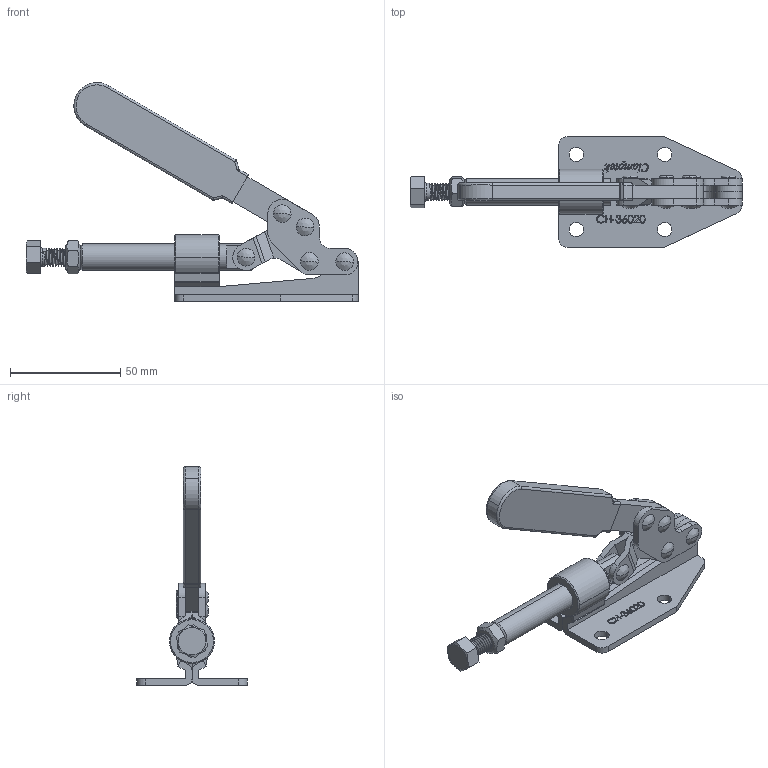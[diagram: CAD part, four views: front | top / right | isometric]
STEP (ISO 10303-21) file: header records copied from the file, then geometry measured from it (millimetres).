
FILE_DESCRIPTION (( 'STEP AP203' ), '1' );
FILE_NAME ('CH-36020.STEP', '2017-11-24T02:24:17', ( 'Windows' ), ( 'Microsoft' ), 'SwSTEP 2.0', 'SolidWorks 2015', '' );
FILE_SCHEMA (( 'CONFIG_CONTROL_DESIGN' ));
Length unit declared in the file: millimetre
Products named in the file (10): CH-36020-03 HANDLE; CH-36020-06; M8 Nut; CH-SA-085012 SPINDLE SUPPLIED; CH-36020-07; CH-36020-01 BASE_默认<按加工>; CH-36020-02 CREST STALK; CH-36020; CH-36020-04 CONNECTING-PLATE; CH-36020-05
Assembly tree (14 placements, depth 2):
  CH-36020
    CH-36020-01 BASE_默认<按加工>
    CH-36020-02 CREST STALK
    CH-36020-04 CONNECTING-PLATE
    CH-36020-05  x2
    CH-36020-03 HANDLE
    CH-36020-06
    M8 Nut
    CH-SA-085012 SPINDLE SUPPLIED
    CH-36020-07  x5
Bounding box: 150.28 x 50 x 99.03 mm (x, y, z)
Volume: 53829.4 mm3; surface area: 44987.6 mm2
Topology: 20 solids, 20 shells, 825 faces, 2185 edges, 1409 vertices
Faces by surface type: cylinder 271, plane 270, bspline 208, cone 38, torus 34, sphere 4
Entity records: 38088 total; most frequent: CARTESIAN_POINT 20452, ORIENTED_EDGE 3950, DIRECTION 2620, EDGE_CURVE 1975, VERTEX_POINT 1297, VECTOR 1012, LINE 1012, EDGE_LOOP 808
